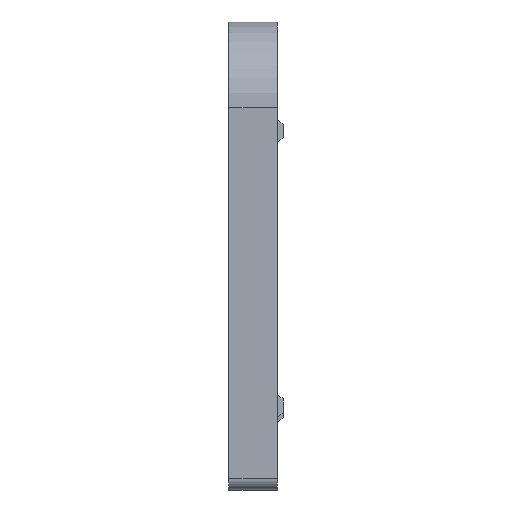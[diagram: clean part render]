
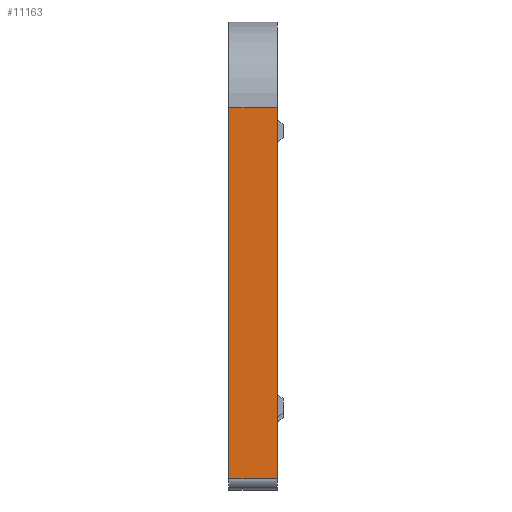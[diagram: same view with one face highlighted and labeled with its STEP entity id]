
A CAD part, left-side view. The second image highlights one B-rep face of the part: STEP entity #11163.
In plain terms, the highlighted free-form (B-spline) face has degree [1, 1] with [2, 2] control points.
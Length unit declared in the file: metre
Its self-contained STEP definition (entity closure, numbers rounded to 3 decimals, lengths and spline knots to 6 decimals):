
#207=LINE('',#14560,#1300);
#336=LINE('',#15162,#1429);
#350=LINE('',#15248,#1443);
#351=LINE('',#15249,#1444);
#1300=VECTOR('',#12371,1.);
#1429=VECTOR('',#12562,1.);
#1443=VECTOR('',#12624,1.);
#1444=VECTOR('',#12625,1.);
#2405=B_SPLINE_SURFACE_WITH_KNOTS('',1,1,((#15244,#15245),(#15246,#15247)),
 .PLANE_SURF.,.F.,.F.,.F.,(2,2),(2,2),(0.,1.),(0.,1.),.UNSPECIFIED.);
#3137=ORIENTED_EDGE('',*,*,#6333,.T.);
#3138=ORIENTED_EDGE('',*,*,#6568,.T.);
#3139=ORIENTED_EDGE('',*,*,#6529,.F.);
#3140=ORIENTED_EDGE('',*,*,#6569,.T.);
#6333=EDGE_CURVE('',#8065,#8064,#207,.T.);
#6529=EDGE_CURVE('',#8244,#8245,#336,.T.);
#6568=EDGE_CURVE('',#8064,#8245,#350,.T.);
#6569=EDGE_CURVE('',#8244,#8065,#351,.T.);
#8064=VERTEX_POINT('',#14559);
#8065=VERTEX_POINT('',#14561);
#8244=VERTEX_POINT('',#15161);
#8245=VERTEX_POINT('',#15163);
#9445=EDGE_LOOP('',(#3137,#3138,#3139,#3140));
#10140=FACE_BOUND('',#9445,.T.);
#11163=ADVANCED_FACE('',(#10140),#2405,.F.);
#12371=DIRECTION('',(0.,0.,1.));
#12562=DIRECTION('',(0.,0.,1.));
#12624=DIRECTION('',(0.,1.,0.));
#12625=DIRECTION('',(0.,-1.,0.));
#14559=CARTESIAN_POINT('',(-0.037,0.035,0.0318));
#14560=CARTESIAN_POINT('',(-0.037,0.035,0.));
#14561=CARTESIAN_POINT('',(-0.037,0.035,-0.033));
#15161=CARTESIAN_POINT('',(-0.037,0.0435,-0.033));
#15162=CARTESIAN_POINT('',(-0.037,0.0435,0.001));
#15163=CARTESIAN_POINT('',(-0.037,0.0435,0.0318));
#15244=CARTESIAN_POINT('',(-0.037,0.034575,0.03504));
#15245=CARTESIAN_POINT('',(-0.037,0.043925,0.03504));
#15246=CARTESIAN_POINT('',(-0.037,0.034575,-0.03624));
#15247=CARTESIAN_POINT('',(-0.037,0.043925,-0.03624));
#15248=CARTESIAN_POINT('',(-0.037,0.0435,0.0318));
#15249=CARTESIAN_POINT('',(-0.037,0.038,-0.033));
